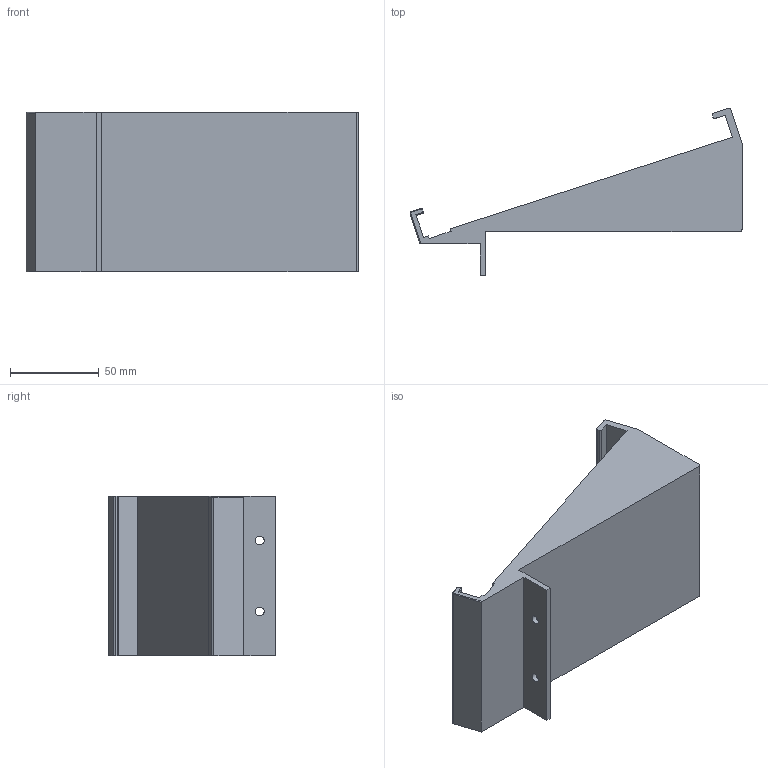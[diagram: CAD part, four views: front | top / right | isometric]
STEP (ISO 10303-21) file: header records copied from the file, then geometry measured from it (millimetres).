
FILE_DESCRIPTION(/* description */ ('Alibre Inc.'),/* implementation_level */ '2;1');
FILE_NAME(/* name */ 'export-895CE3C8-841C-4B8A-9608-0EA815867015',/* time_stamp */ '2024-07-22T19:23:45-04:00',/* author */ (''),/* organization */ (''),/* preprocessor_version */ 'ST-DEVELOPER v17',/* originating_system */ 'Alibre',/* authorisation */ '');
FILE_SCHEMA (('CONFIG_CONTROL_DESIGN'));
Length unit declared in the file: centimetre
Bounding box: 187.42 x 94.49 x 90 mm (x, y, z)
Volume: 454523.9 mm3; surface area: 60520.3 mm2
Topology: 1 solids, 1 shells, 39 faces, 107 edges, 70 vertices
Faces by surface type: plane 23, cylinder 13, torus 3
Full cylindrical faces by diameter (mm): 5 x2
Entity records: 1277 total; most frequent: CARTESIAN_POINT 210, ORIENTED_EDGE 206, DIRECTION 184, EDGE_CURVE 103, VECTOR 74, LINE 74, VERTEX_POINT 68, AXIS2_PLACEMENT_3D 68
